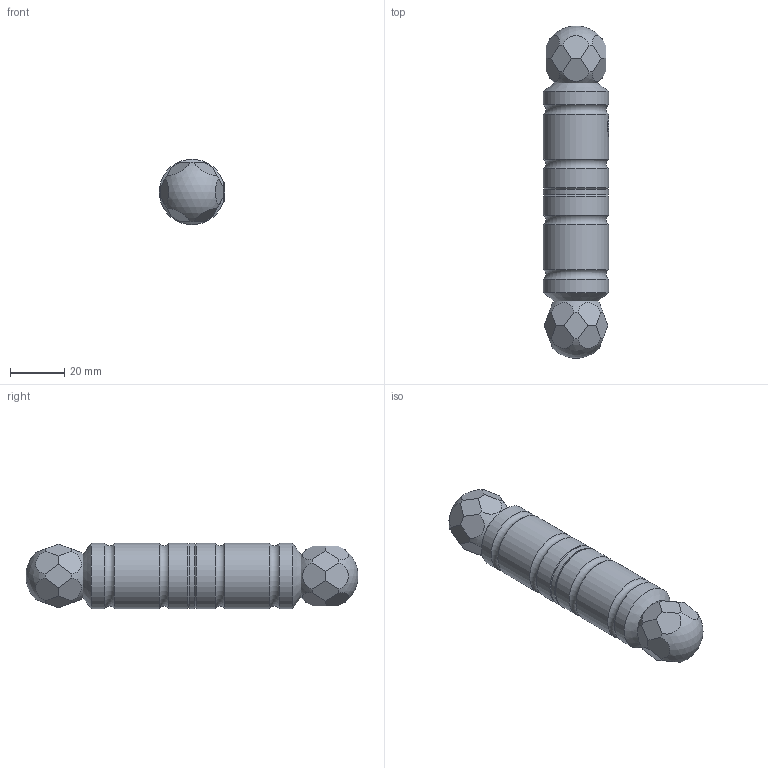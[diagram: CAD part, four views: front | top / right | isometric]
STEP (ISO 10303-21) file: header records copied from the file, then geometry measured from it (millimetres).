
FILE_DESCRIPTION (( 'STEP AP203' ), '1' );
FILE_NAME ('3817.step', '2024-08-16T09:34:25', ( '' ), ( '' ), 'SwSTEP 2.0', 'SolidWorks 2018', '' );
FILE_SCHEMA (( 'CONFIG_CONTROL_DESIGN' ));
Length unit declared in the file: millimetre
Products named in the file (5): DIN 965_DIN 965 M4x8; 3817 und 3818 Teil1-3_3817 Teil1; 3817 und 3818 Teil1-3_3817 Teil3; 3817; 3817 und 3818 Teil1-3_3817 Teil2
Assembly tree (4 placements, depth 2):
  3817
    3817 und 3818 Teil1-3_3817 Teil1
    3817 und 3818 Teil1-3_3817 Teil2
    3817 und 3818 Teil1-3_3817 Teil3
    DIN 965_DIN 965 M4x8
Bounding box: 24 x 121.85 x 24 mm (x, y, z)
Volume: 46123.6 mm3; surface area: 14062.3 mm2
Topology: 4 solids, 4 shells, 301 faces, 789 edges, 521 vertices
Faces by surface type: plane 150, bspline 99, cylinder 34, cone 10, sphere 4, torus 4
Full cylindrical faces by diameter (mm): 3.3 x1, 3.6 x1, 4 x1, 7 x1, 7.2 x1, 13 x2, 13.5 x1, 14 x1, 24 x7
Entity records: 13146 total; most frequent: CARTESIAN_POINT 5904, ORIENTED_EDGE 1508, DIRECTION 1130, EDGE_CURVE 754, VERTEX_POINT 516, AXIS2_PLACEMENT_3D 377, VECTOR 376, LINE 376
